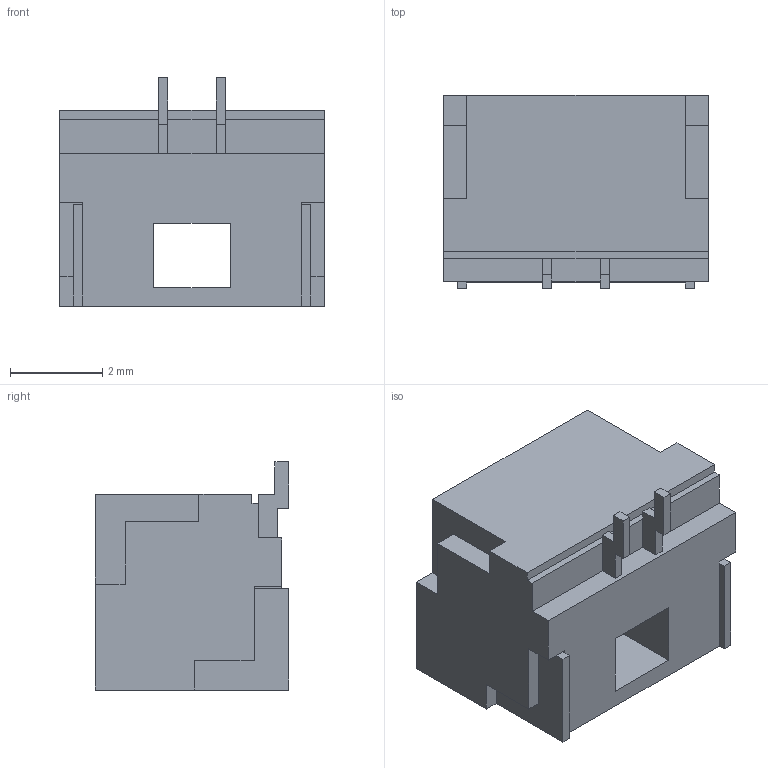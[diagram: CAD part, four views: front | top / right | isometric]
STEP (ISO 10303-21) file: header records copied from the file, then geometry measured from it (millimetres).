
FILE_DESCRIPTION (( 'STEP AP214' ), '1' );
FILE_NAME ('BM02B-GHS-TBT.STEP', '2019-04-05T07:31:41', ( '' ), ( '' ), 'SwSTEP 2.0', 'SolidWorks 2018', '' );
FILE_SCHEMA (( 'AUTOMOTIVE_DESIGN' ));
Length unit declared in the file: millimetre
Products named in the file (1): BM02B-GHS-TBT
Bounding box: 5.75 x 4.2 x 4.95 mm (x, y, z)
Volume: 67.1 mm3; surface area: 187.2 mm2
Topology: 1 solids, 1 shells, 71 faces, 198 edges, 130 vertices
Faces by surface type: plane 71
Entity records: 2757 total; most frequent: CARTESIAN_POINT 400, ORIENTED_EDGE 396, DIRECTION 342, LINE 198, EDGE_CURVE 198, VECTOR 198, VERTEX_POINT 130, EDGE_LOOP 74
